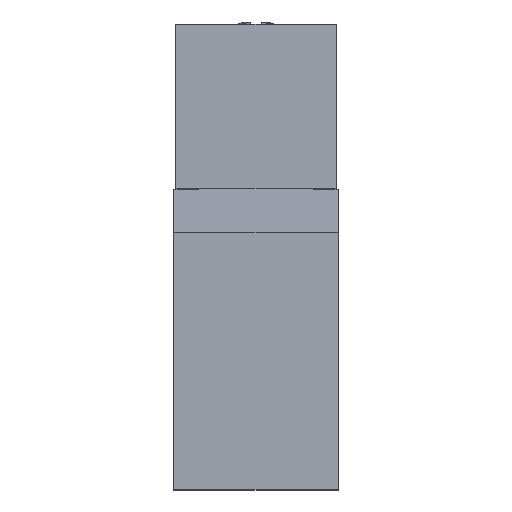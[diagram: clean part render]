
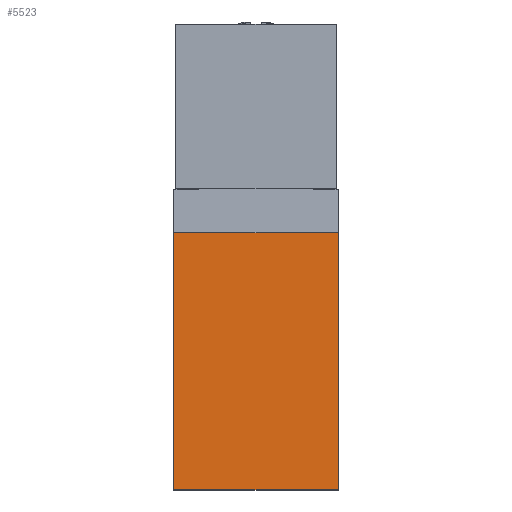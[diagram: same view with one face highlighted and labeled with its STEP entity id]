
A CAD part, front view. The second image highlights one B-rep face of the part: STEP entity #5523.
In plain terms, the highlighted planar face has unit normal (0, -1, 0.009).
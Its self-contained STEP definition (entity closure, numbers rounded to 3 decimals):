
#5503=AXIS2_PLACEMENT_3D('Plane Axis2P3D',#5500,#5501,#5502) ;
#251=CARTESIAN_POINT('Vertex',(-9.,-90.,0.)) ;
#254=CARTESIAN_POINT('Line Origine',(-9.,-89.877,14.095)) ;
#258=CARTESIAN_POINT('Vertex',(-9.,-89.754,28.19)) ;
#5477=CARTESIAN_POINT('Line Origine',(0.,-90.,0.)) ;
#5481=CARTESIAN_POINT('Vertex',(9.,-90.,0.)) ;
#5500=CARTESIAN_POINT('Axis2P3D Location',(0.,-90.,0.)) ;
#5505=CARTESIAN_POINT('Line Origine',(0.,-89.754,28.19)) ;
#5509=CARTESIAN_POINT('Vertex',(9.,-89.754,28.19)) ;
#5512=CARTESIAN_POINT('Line Origine',(9.,-89.877,14.095)) ;
#255=DIRECTION('Vector Direction',(0.,0.009,1.)) ;
#5478=DIRECTION('Vector Direction',(1.,0.,0.)) ;
#5501=DIRECTION('Axis2P3D Direction',(0.,1.,-0.009)) ;
#5502=DIRECTION('Axis2P3D XDirection',(0.,0.009,1.)) ;
#5506=DIRECTION('Vector Direction',(1.,0.,0.)) ;
#5513=DIRECTION('Vector Direction',(0.,0.009,1.)) ;
#256=VECTOR('Line Direction',#255,1.) ;
#5479=VECTOR('Line Direction',#5478,1.) ;
#5507=VECTOR('Line Direction',#5506,1.) ;
#5514=VECTOR('Line Direction',#5513,1.) ;
#5518=ORIENTED_EDGE('',*,*,#5511,.F.) ;
#5519=ORIENTED_EDGE('',*,*,#260,.T.) ;
#5520=ORIENTED_EDGE('',*,*,#5483,.T.) ;
#5521=ORIENTED_EDGE('',*,*,#5516,.F.) ;
#5523=ADVANCED_FACE('Hauptkoerper nicht benutzen',(#5522),#5504,.F.) ;
#260=EDGE_CURVE('',#259,#252,#257,.F.) ;
#5483=EDGE_CURVE('',#252,#5482,#5480,.T.) ;
#5511=EDGE_CURVE('',#259,#5510,#5508,.T.) ;
#5516=EDGE_CURVE('',#5510,#5482,#5515,.F.) ;
#5517=EDGE_LOOP('',(#5518,#5519,#5520,#5521)) ;
#5522=FACE_OUTER_BOUND('',#5517,.T.) ;
#257=LINE('Line',#254,#256) ;
#5480=LINE('Line',#5477,#5479) ;
#5508=LINE('Line',#5505,#5507) ;
#5515=LINE('Line',#5512,#5514) ;
#5504=PLANE('Plane',#5503) ;
#252=VERTEX_POINT('',#251) ;
#259=VERTEX_POINT('',#258) ;
#5482=VERTEX_POINT('',#5481) ;
#5510=VERTEX_POINT('',#5509) ;
